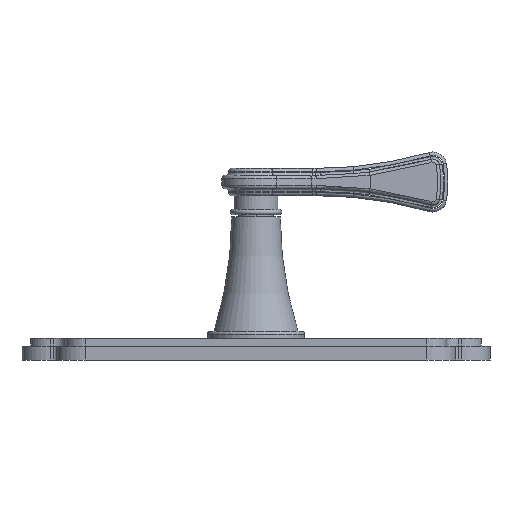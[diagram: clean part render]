
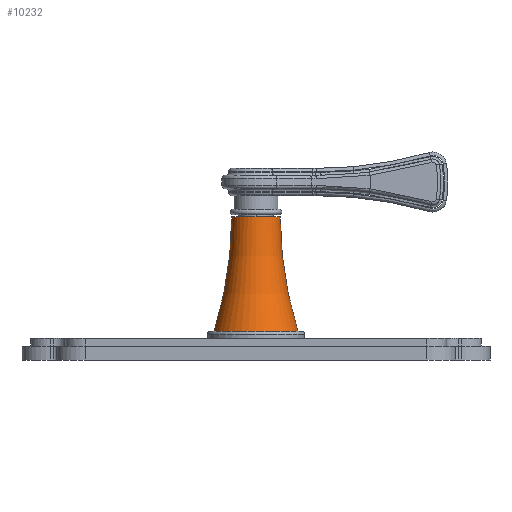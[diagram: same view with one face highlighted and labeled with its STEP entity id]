
A CAD part, left-side view. The second image highlights one B-rep face of the part: STEP entity #10232.
In plain terms, the highlighted toroidal (fillet/blend) face has major radius 147.215 mm and minor radius 138.313 mm.
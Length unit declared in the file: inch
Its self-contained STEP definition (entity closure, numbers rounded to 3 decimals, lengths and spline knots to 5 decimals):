
#3307=CARTESIAN_POINT('',(0.,0.,0.413));
#3308=DIRECTION('',(0.,0.,1.));
#3309=DIRECTION('',(0.,1.,0.));
#3310=AXIS2_PLACEMENT_3D('',#3307,#3308,#3309);
#3317=CARTESIAN_POINT('',(0.,0.,2.063));
#3318=DIRECTION('',(0.,0.,1.));
#3319=DIRECTION('',(0.,1.,0.));
#3320=AXIS2_PLACEMENT_3D('',#3317,#3318,#3319);
#3322=CARTESIAN_POINT('',(0.,5.79588,2.063));
#3323=DIRECTION('',(1.,0.,0.));
#3324=DIRECTION('',(0.,-1.,0.));
#3325=AXIS2_PLACEMENT_3D('',#3322,#3323,#3324);
#3327=CARTESIAN_POINT('',(0.,-5.79588,2.063));
#3328=DIRECTION('',(-1.,0.,0.));
#3329=DIRECTION('',(0.,1.,0.));
#3330=AXIS2_PLACEMENT_3D('',#3327,#3328,#3329);
#6052=CARTESIAN_POINT('',(0.,0.3505,2.063));
#6053=CARTESIAN_POINT('',(0.,0.6065,0.413));
#6054=VERTEX_POINT('',#6052);
#6055=VERTEX_POINT('',#6053);
#6060=CARTESIAN_POINT('',(0.,-0.3505,2.063));
#6061=CARTESIAN_POINT('',(0.,-0.6065,0.413));
#6062=VERTEX_POINT('',#6060);
#6063=VERTEX_POINT('',#6061);
#10218=CARTESIAN_POINT('',(0.,0.,2.063));
#10219=DIRECTION('',(0.,0.,1.));
#10220=DIRECTION('',(0.,-1.,0.));
#10221=AXIS2_PLACEMENT_3D('',#10218,#10219,#10220);
#10222=TOROIDAL_SURFACE('',#10221,5.79588,5.44538);
#10224=ORIENTED_EDGE('',*,*,#10223,.F.);
#10226=ORIENTED_EDGE('',*,*,#10225,.T.);
#10228=ORIENTED_EDGE('',*,*,#10227,.T.);
#10229=ORIENTED_EDGE('',*,*,#10211,.F.);
#10230=EDGE_LOOP('',(#10224,#10226,#10228,#10229));
#10231=FACE_OUTER_BOUND('',#10230,.F.);
#10232=ADVANCED_FACE('',(#10231),#10222,.F.);
#3311=CIRCLE('',#3310,0.6065);
#3321=CIRCLE('',#3320,0.3505);
#3326=CIRCLE('',#3325,5.44538);
#3331=CIRCLE('',#3330,5.44538);
#10211=EDGE_CURVE('',#6055,#6063,#3311,.T.);
#10223=EDGE_CURVE('',#6054,#6055,#3326,.T.);
#10225=EDGE_CURVE('',#6054,#6062,#3321,.T.);
#10227=EDGE_CURVE('',#6062,#6063,#3331,.T.);
